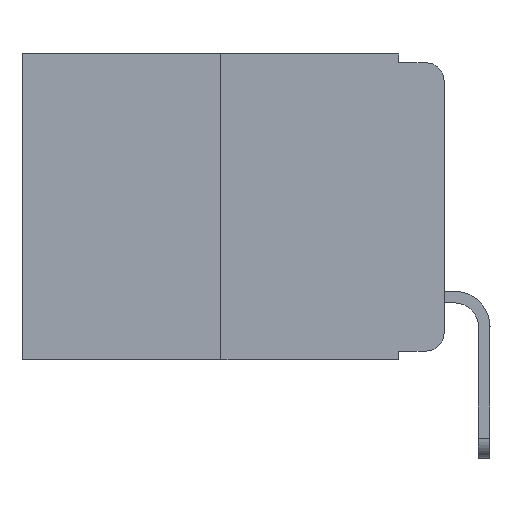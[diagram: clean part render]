
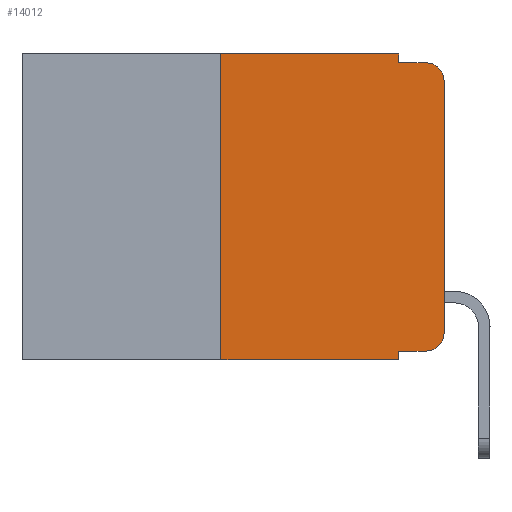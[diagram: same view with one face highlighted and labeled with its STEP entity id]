
A CAD part, left-side view. The second image highlights one B-rep face of the part: STEP entity #14012.
In plain terms, the highlighted planar face has unit normal (-1, 0, 0).
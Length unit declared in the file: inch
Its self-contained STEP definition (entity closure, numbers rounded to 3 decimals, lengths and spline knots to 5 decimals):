
#164 = CARTESIAN_POINT ( 'NONE',  ( 0., 0.02, -0.333 ) ) ;
#709 = VECTOR ( 'NONE', #12932, 39.37008 ) ;
#896 = CARTESIAN_POINT ( 'NONE',  ( 0., 0., 0. ) ) ;
#988 = CARTESIAN_POINT ( 'NONE',  ( 0., 0.25, -0.343 ) ) ;
#1103 = ORIENTED_EDGE ( 'NONE', *, *, #2755, .F. ) ;
#1272 = CARTESIAN_POINT ( 'NONE',  ( 0., 0.473, 0. ) ) ;
#1570 = ORIENTED_EDGE ( 'NONE', *, *, #9160, .F. ) ;
#2344 = VECTOR ( 'NONE', #12152, 39.37008 ) ;
#2453 = DIRECTION ( 'NONE',  ( 1., 0., 0. ) ) ;
#2485 = CARTESIAN_POINT ( 'NONE',  ( 0., 0.051, -0.333 ) ) ;
#2591 = CARTESIAN_POINT ( 'NONE',  ( 0., 0.473, -0.343 ) ) ;
#2698 = EDGE_CURVE ( 'NONE', #9471, #16651, #4980, .T. ) ;
#2755 = EDGE_CURVE ( 'NONE', #11147, #11661, #11363, .T. ) ;
#3044 = VECTOR ( 'NONE', #3629, 39.37008 ) ;
#3087 = EDGE_CURVE ( 'NONE', #6778, #11045, #9205, .T. ) ;
#3117 = CARTESIAN_POINT ( 'NONE',  ( 0., 0.051, 0. ) ) ;
#3195 = CARTESIAN_POINT ( 'NONE',  ( 0., 0.051, -0.343 ) ) ;
#3328 = VERTEX_POINT ( 'NONE', #2485 ) ;
#3629 = DIRECTION ( 'NONE',  ( 0., -1., 0. ) ) ;
#4720 = CARTESIAN_POINT ( 'NONE',  ( 0., 0.02, -0.313 ) ) ;
#4838 = EDGE_CURVE ( 'NONE', #3328, #5702, #10733, .T. ) ;
#4896 = CARTESIAN_POINT ( 'NONE',  ( 0., 0.051, 0. ) ) ;
#4980 = CIRCLE ( 'NONE', #13096, 0.02 ) ;
#5218 = ORIENTED_EDGE ( 'NONE', *, *, #2698, .T. ) ;
#5702 = VERTEX_POINT ( 'NONE', #3195 ) ;
#6778 = VERTEX_POINT ( 'NONE', #10269 ) ;
#7167 = LINE ( 'NONE', #896, #10782 ) ;
#7620 = DIRECTION ( 'NONE',  ( 0., 0., -1. ) ) ;
#8149 = LINE ( 'NONE', #9609, #2344 ) ;
#8395 = EDGE_CURVE ( 'NONE', #10097, #5702, #16583, .T. ) ;
#8515 = VECTOR ( 'NONE', #13251, 39.37008 ) ;
#8624 = CARTESIAN_POINT ( 'NONE',  ( 0., 0.473, 0. ) ) ;
#8835 = VECTOR ( 'NONE', #15309, 39.37008 ) ;
#8888 = EDGE_CURVE ( 'NONE', #11661, #11045, #15146, .T. ) ;
#9160 = EDGE_CURVE ( 'NONE', #10097, #14021, #8149, .T. ) ;
#9205 = CIRCLE ( 'NONE', #10581, 0.02 ) ;
#9214 = CARTESIAN_POINT ( 'NONE',  ( 0., 0., -0.313 ) ) ;
#9329 = ORIENTED_EDGE ( 'NONE', *, *, #11244, .F. ) ;
#9442 = EDGE_CURVE ( 'NONE', #3328, #9471, #12114, .T. ) ;
#9471 = VERTEX_POINT ( 'NONE', #164 ) ;
#9609 = CARTESIAN_POINT ( 'NONE',  ( 0., 0.25, 0. ) ) ;
#9624 = CARTESIAN_POINT ( 'NONE',  ( 0., 0.051, 0. ) ) ;
#9727 = CARTESIAN_POINT ( 'NONE',  ( 0., 0.02, -0.03 ) ) ;
#9950 = EDGE_CURVE ( 'NONE', #16651, #6778, #7167, .T. ) ;
#10097 = VERTEX_POINT ( 'NONE', #988 ) ;
#10179 = VECTOR ( 'NONE', #11185, 39.37008 ) ;
#10269 = CARTESIAN_POINT ( 'NONE',  ( 0., 0., -0.03 ) ) ;
#10282 = CARTESIAN_POINT ( 'NONE',  ( 0., 0.25, 0. ) ) ;
#10581 = AXIS2_PLACEMENT_3D ( 'NONE', #9727, #13772, #14891 ) ;
#10680 = CARTESIAN_POINT ( 'NONE',  ( 0., 0.02, -0.01 ) ) ;
#10733 = LINE ( 'NONE', #9624, #8515 ) ;
#10782 = VECTOR ( 'NONE', #16065, 39.37008 ) ;
#11045 = VERTEX_POINT ( 'NONE', #10680 ) ;
#11147 = VERTEX_POINT ( 'NONE', #3117 ) ;
#11185 = DIRECTION ( 'NONE',  ( 0., 0., -1. ) ) ;
#11244 = EDGE_CURVE ( 'NONE', #14021, #11147, #12765, .T. ) ;
#11363 = LINE ( 'NONE', #4896, #10179 ) ;
#11450 = ORIENTED_EDGE ( 'NONE', *, *, #3087, .T. ) ;
#11661 = VERTEX_POINT ( 'NONE', #12745 ) ;
#12114 = LINE ( 'NONE', #15765, #13719 ) ;
#12152 = DIRECTION ( 'NONE',  ( 0., 0., 1. ) ) ;
#12450 = DIRECTION ( 'NONE',  ( 0., 0., -1. ) ) ;
#12524 = DIRECTION ( 'NONE',  ( -1., 0., 0. ) ) ;
#12745 = CARTESIAN_POINT ( 'NONE',  ( 0., 0.051, -0.01 ) ) ;
#12765 = LINE ( 'NONE', #8624, #3044 ) ;
#12868 = AXIS2_PLACEMENT_3D ( 'NONE', #1272, #2453, #7620 ) ;
#12883 = PLANE ( 'NONE',  #12868 ) ;
#12932 = DIRECTION ( 'NONE',  ( 0., -1., 0. ) ) ;
#13096 = AXIS2_PLACEMENT_3D ( 'NONE', #4720, #12524, #12450 ) ;
#13251 = DIRECTION ( 'NONE',  ( 0., 0., -1. ) ) ;
#13446 = DIRECTION ( 'NONE',  ( 0., -1., 0. ) ) ;
#13719 = VECTOR ( 'NONE', #13446, 39.37008 ) ;
#13772 = DIRECTION ( 'NONE',  ( -1., 0., 0. ) ) ;
#14012 = ADVANCED_FACE ( 'NONE', ( #14066 ), #12883, .F. ) ;
#14021 = VERTEX_POINT ( 'NONE', #10282 ) ;
#14066 = FACE_OUTER_BOUND ( 'NONE', #15421, .T. ) ;
#14091 = CARTESIAN_POINT ( 'NONE',  ( 0., 0.051, -0.01 ) ) ;
#14213 = ORIENTED_EDGE ( 'NONE', *, *, #9442, .T. ) ;
#14891 = DIRECTION ( 'NONE',  ( 0., 0., -1. ) ) ;
#15146 = LINE ( 'NONE', #14091, #8835 ) ;
#15309 = DIRECTION ( 'NONE',  ( 0., -1., 0. ) ) ;
#15421 = EDGE_LOOP ( 'NONE', ( #15651, #11450, #16368, #1103, #9329, #1570, #16758, #15774, #14213, #5218 ) ) ;
#15651 = ORIENTED_EDGE ( 'NONE', *, *, #9950, .T. ) ;
#15765 = CARTESIAN_POINT ( 'NONE',  ( 0., 0.051, -0.333 ) ) ;
#15774 = ORIENTED_EDGE ( 'NONE', *, *, #4838, .F. ) ;
#16065 = DIRECTION ( 'NONE',  ( 0., 0., 1. ) ) ;
#16368 = ORIENTED_EDGE ( 'NONE', *, *, #8888, .F. ) ;
#16583 = LINE ( 'NONE', #2591, #709 ) ;
#16651 = VERTEX_POINT ( 'NONE', #9214 ) ;
#16758 = ORIENTED_EDGE ( 'NONE', *, *, #8395, .T. ) ;
